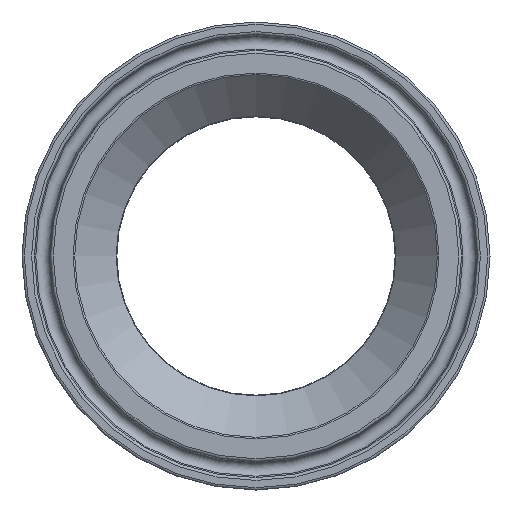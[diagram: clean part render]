
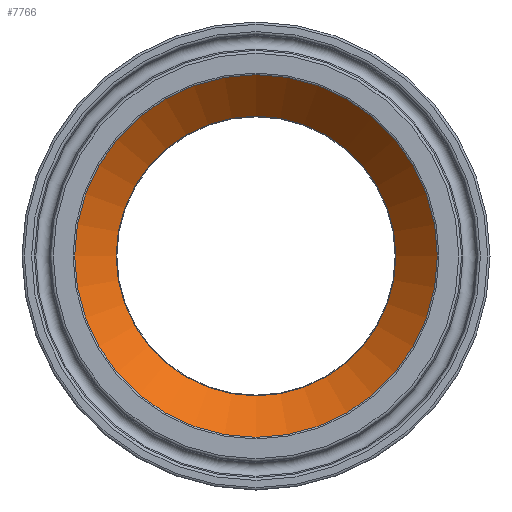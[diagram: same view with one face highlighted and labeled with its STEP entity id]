
A CAD part, left-side view. The second image highlights one B-rep face of the part: STEP entity #7766.
In plain terms, the highlighted conical face has half-angle 45 degrees and reference radius 26.556 mm.
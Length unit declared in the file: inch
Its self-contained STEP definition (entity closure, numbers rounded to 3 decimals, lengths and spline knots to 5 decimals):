
#16=CONICAL_SURFACE('',#8295,1.0455,0.785);
#886=FACE_OUTER_BOUND('',#1348,.T.);
#1348=EDGE_LOOP('',(#7158,#7159,#7160,#7161,#7162,#7163,#7164,#7165));
#1920=CIRCLE('',#8288,0.91039);
#1921=CIRCLE('',#8289,0.91039);
#1926=CIRCLE('',#8294,0.91039);
#1927=CIRCLE('',#8296,1.18061);
#1928=CIRCLE('',#8297,1.18061);
#1929=CIRCLE('',#8298,1.18061);
#2487=LINE('',#17130,#3008);
#3008=VECTOR('',#9855,1.0455);
#3756=VERTEX_POINT('',#17115);
#3757=VERTEX_POINT('',#17116);
#3758=VERTEX_POINT('',#17118);
#3762=VERTEX_POINT('',#17129);
#3763=VERTEX_POINT('',#17131);
#3764=VERTEX_POINT('',#17133);
#4904=EDGE_CURVE('',#3756,#3757,#1920,.T.);
#4905=EDGE_CURVE('',#3757,#3758,#1921,.T.);
#4910=EDGE_CURVE('',#3758,#3756,#1926,.T.);
#4911=EDGE_CURVE('',#3757,#3762,#2487,.T.);
#4912=EDGE_CURVE('',#3763,#3762,#1927,.T.);
#4913=EDGE_CURVE('',#3764,#3763,#1928,.T.);
#4914=EDGE_CURVE('',#3762,#3764,#1929,.T.);
#7158=ORIENTED_EDGE('',*,*,#4904,.F.);
#7159=ORIENTED_EDGE('',*,*,#4910,.F.);
#7160=ORIENTED_EDGE('',*,*,#4905,.F.);
#7161=ORIENTED_EDGE('',*,*,#4911,.T.);
#7162=ORIENTED_EDGE('',*,*,#4912,.F.);
#7163=ORIENTED_EDGE('',*,*,#4913,.F.);
#7164=ORIENTED_EDGE('',*,*,#4914,.F.);
#7165=ORIENTED_EDGE('',*,*,#4911,.F.);
#7766=ADVANCED_FACE('',(#886),#16,.F.);
#8288=AXIS2_PLACEMENT_3D('',#17117,#9839,#9840);
#8289=AXIS2_PLACEMENT_3D('',#17119,#9841,#9842);
#8294=AXIS2_PLACEMENT_3D('',#17127,#9851,#9852);
#8295=AXIS2_PLACEMENT_3D('',#17128,#9853,#9854);
#8296=AXIS2_PLACEMENT_3D('',#17132,#9856,#9857);
#8297=AXIS2_PLACEMENT_3D('',#17134,#9858,#9859);
#8298=AXIS2_PLACEMENT_3D('',#17135,#9860,#9861);
#9839=DIRECTION('center_axis',(-1.,0.,0.));
#9840=DIRECTION('ref_axis',(0.,-1.,0.));
#9841=DIRECTION('center_axis',(-1.,0.,0.));
#9842=DIRECTION('ref_axis',(0.,-1.,0.));
#9851=DIRECTION('center_axis',(-1.,0.,0.));
#9852=DIRECTION('ref_axis',(0.,-1.,0.));
#9853=DIRECTION('center_axis',(-1.,0.,0.));
#9854=DIRECTION('ref_axis',(0.,1.,0.));
#9855=DIRECTION('',(-0.707,-0.707,0.));
#9856=DIRECTION('center_axis',(1.,0.,0.));
#9857=DIRECTION('ref_axis',(0.,-1.,0.));
#9858=DIRECTION('center_axis',(1.,0.,0.));
#9859=DIRECTION('ref_axis',(0.,-1.,0.));
#9860=DIRECTION('center_axis',(1.,0.,0.));
#9861=DIRECTION('ref_axis',(0.,-1.,0.));
#17115=CARTESIAN_POINT('',(0.27461,0.91039,0.));
#17116=CARTESIAN_POINT('',(0.27461,-0.91039,0.));
#17117=CARTESIAN_POINT('Origin',(0.27461,0.,0.));
#17118=CARTESIAN_POINT('',(0.27461,0.,0.91039));
#17119=CARTESIAN_POINT('Origin',(0.27461,0.,0.));
#17127=CARTESIAN_POINT('Origin',(0.27461,0.,0.));
#17128=CARTESIAN_POINT('Origin',(0.1395,0.,0.));
#17129=CARTESIAN_POINT('',(0.00439,-1.18061,0.));
#17130=CARTESIAN_POINT('',(0.1395,-1.0455,0.));
#17131=CARTESIAN_POINT('',(0.00439,0.,1.18061));
#17132=CARTESIAN_POINT('Origin',(0.00439,0.,0.));
#17133=CARTESIAN_POINT('',(0.00439,1.18061,0.));
#17134=CARTESIAN_POINT('Origin',(0.00439,0.,0.));
#17135=CARTESIAN_POINT('Origin',(0.00439,0.,0.));
